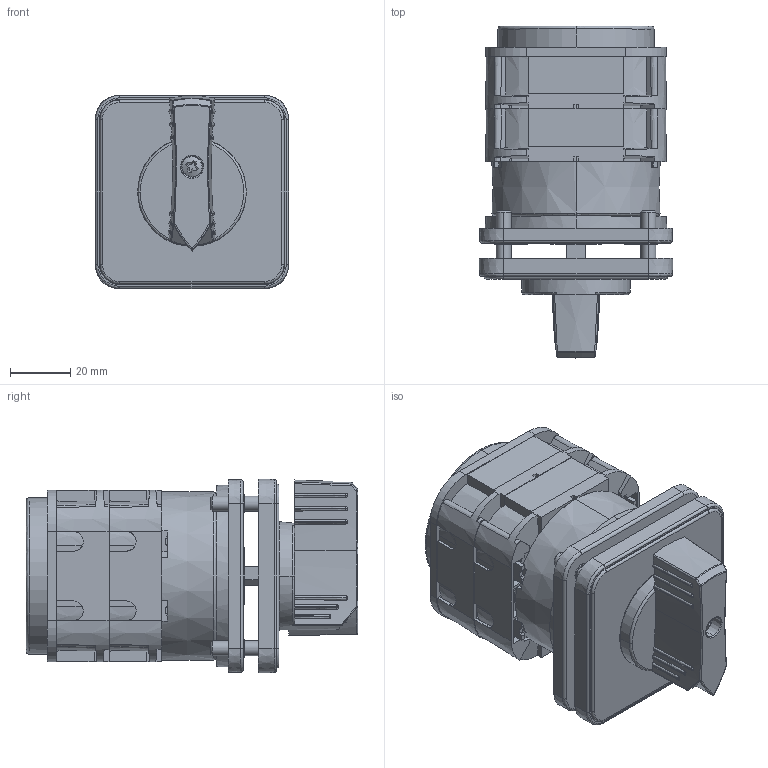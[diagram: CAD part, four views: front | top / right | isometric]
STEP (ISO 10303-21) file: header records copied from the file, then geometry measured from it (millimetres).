
FILE_DESCRIPTION (( 'STEP AP214' ), '1' );
FILE_NAME ('Z451-2.H08B.step', '2020-05-11T19:39:08', ( '' ), ( '' ), 'SwSTEP 2.0', 'SolidWorks 2019', '' );
FILE_SCHEMA (( 'AUTOMOTIVE_DESIGN' ));
Length unit declared in the file: inch
Products named in the file (2): Z451-2.H08B
Bounding box: 64.21 x 110 x 64.21 mm (x, y, z)
Volume: 207427.8 mm3; surface area: 98874.2 mm2
Topology: 12 solids, 70 shells, 2897 faces, 7685 edges, 5005 vertices
Faces by surface type: plane 1679, cone 823, cylinder 247, bspline 148
Entity records: 94553 total; most frequent: CARTESIAN_POINT 23291, ORIENTED_EDGE 15368, DIRECTION 14322, EDGE_CURVE 7684, AXIS2_PLACEMENT_3D 5104, VERTEX_POINT 5005, LINE 4114, VECTOR 4114
